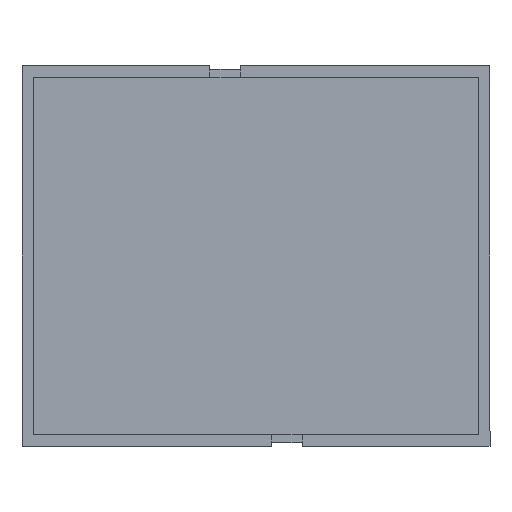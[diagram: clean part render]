
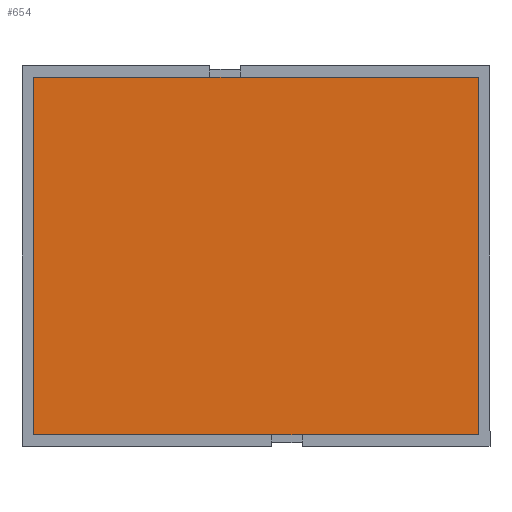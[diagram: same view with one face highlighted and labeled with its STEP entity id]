
A CAD part, top view. The second image highlights one B-rep face of the part: STEP entity #654.
In plain terms, the highlighted planar face has unit normal (0, 0, 1).
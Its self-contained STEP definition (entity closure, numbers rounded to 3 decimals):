
#8 = EDGE_CURVE ( 'NONE', #1753, #842, #400, .T. ) ;
#23 = VECTOR ( 'NONE', #220, 1000. ) ;
#35 = CARTESIAN_POINT ( 'NONE',  ( 0., 0., -0.1 ) ) ;
#37 = DIRECTION ( 'NONE',  ( -1., 0., 0. ) ) ;
#61 = VECTOR ( 'NONE', #2016, 1000. ) ;
#78 = VERTEX_POINT ( 'NONE', #1616 ) ;
#125 = VERTEX_POINT ( 'NONE', #2122 ) ;
#129 = CARTESIAN_POINT ( 'NONE',  ( -19.8, 15.9, -0.1 ) ) ;
#210 = VECTOR ( 'NONE', #1163, 1000. ) ;
#220 = DIRECTION ( 'NONE',  ( 1., 0., 0. ) ) ;
#251 = EDGE_LOOP ( 'NONE', ( #746, #870, #427, #1586, #1811, #1691, #1860, #358 ) ) ;
#262 = LINE ( 'NONE', #685, #61 ) ;
#269 = EDGE_CURVE ( 'NONE', #388, #1753, #351, .T. ) ;
#283 = CARTESIAN_POINT ( 'NONE',  ( 19.8, 15.9, -0.1 ) ) ;
#288 = VERTEX_POINT ( 'NONE', #353 ) ;
#321 = DIRECTION ( 'NONE',  ( 1., 0., 0. ) ) ;
#323 = CARTESIAN_POINT ( 'NONE',  ( -1.4, 15.9, -0.1 ) ) ;
#326 = AXIS2_PLACEMENT_3D ( 'NONE', #35, #368, #1166 ) ;
#351 = LINE ( 'NONE', #1013, #580 ) ;
#353 = CARTESIAN_POINT ( 'NONE',  ( -19.8, -15.9, -0.1 ) ) ;
#358 = ORIENTED_EDGE ( 'NONE', *, *, #1246, .T. ) ;
#361 = CARTESIAN_POINT ( 'NONE',  ( -19.8, -15.9, -0.1 ) ) ;
#368 = DIRECTION ( 'NONE',  ( 0., 0., 1. ) ) ;
#388 = VERTEX_POINT ( 'NONE', #283 ) ;
#393 = VECTOR ( 'NONE', #1549, 1000. ) ;
#400 = LINE ( 'NONE', #601, #425 ) ;
#425 = VECTOR ( 'NONE', #613, 1000. ) ;
#427 = ORIENTED_EDGE ( 'NONE', *, *, #1393, .T. ) ;
#580 = VECTOR ( 'NONE', #37, 1000. ) ;
#601 = CARTESIAN_POINT ( 'NONE',  ( -19.8, 15.9, -0.1 ) ) ;
#613 = DIRECTION ( 'NONE',  ( -1., 0., 0. ) ) ;
#654 = ADVANCED_FACE ( 'NONE', ( #1426 ), #1668, .T. ) ;
#685 = CARTESIAN_POINT ( 'NONE',  ( -19.8, 15.9, -0.1 ) ) ;
#725 = CARTESIAN_POINT ( 'NONE',  ( -4.1, 15.9, -0.1 ) ) ;
#746 = ORIENTED_EDGE ( 'NONE', *, *, #1070, .T. ) ;
#813 = LINE ( 'NONE', #361, #23 ) ;
#842 = VERTEX_POINT ( 'NONE', #725 ) ;
#870 = ORIENTED_EDGE ( 'NONE', *, *, #1884, .T. ) ;
#1013 = CARTESIAN_POINT ( 'NONE',  ( -19.8, 15.9, -0.1 ) ) ;
#1070 = EDGE_CURVE ( 'NONE', #125, #288, #1185, .T. ) ;
#1084 = CARTESIAN_POINT ( 'NONE',  ( 19.8, -15.9, -0.1 ) ) ;
#1102 = EDGE_CURVE ( 'NONE', #1103, #1988, #1367, .T. ) ;
#1103 = VERTEX_POINT ( 'NONE', #2129 ) ;
#1156 = CARTESIAN_POINT ( 'NONE',  ( 19.8, 15.9, -0.1 ) ) ;
#1163 = DIRECTION ( 'NONE',  ( 0., 1., 0. ) ) ;
#1166 = DIRECTION ( 'NONE',  ( 1., 0., 0. ) ) ;
#1185 = LINE ( 'NONE', #129, #1996 ) ;
#1246 = EDGE_CURVE ( 'NONE', #842, #125, #262, .T. ) ;
#1250 = LINE ( 'NONE', #1156, #210 ) ;
#1367 = LINE ( 'NONE', #1626, #1625 ) ;
#1393 = EDGE_CURVE ( 'NONE', #78, #1103, #1840, .T. ) ;
#1426 = FACE_OUTER_BOUND ( 'NONE', #251, .T. ) ;
#1432 = DIRECTION ( 'NONE',  ( 0., -1., 0. ) ) ;
#1549 = DIRECTION ( 'NONE',  ( 1., 0., 0. ) ) ;
#1586 = ORIENTED_EDGE ( 'NONE', *, *, #1102, .T. ) ;
#1616 = CARTESIAN_POINT ( 'NONE',  ( 1.4, -15.9, -0.1 ) ) ;
#1625 = VECTOR ( 'NONE', #321, 1000. ) ;
#1626 = CARTESIAN_POINT ( 'NONE',  ( -19.8, -15.9, -0.1 ) ) ;
#1668 = PLANE ( 'NONE',  #326 ) ;
#1691 = ORIENTED_EDGE ( 'NONE', *, *, #269, .T. ) ;
#1744 = EDGE_CURVE ( 'NONE', #1988, #388, #1250, .T. ) ;
#1753 = VERTEX_POINT ( 'NONE', #323 ) ;
#1811 = ORIENTED_EDGE ( 'NONE', *, *, #1744, .T. ) ;
#1840 = LINE ( 'NONE', #2061, #393 ) ;
#1860 = ORIENTED_EDGE ( 'NONE', *, *, #8, .T. ) ;
#1884 = EDGE_CURVE ( 'NONE', #288, #78, #813, .T. ) ;
#1988 = VERTEX_POINT ( 'NONE', #1084 ) ;
#1996 = VECTOR ( 'NONE', #1432, 1000. ) ;
#2016 = DIRECTION ( 'NONE',  ( -1., 0., 0. ) ) ;
#2061 = CARTESIAN_POINT ( 'NONE',  ( 4.1, -15.9, -0.1 ) ) ;
#2122 = CARTESIAN_POINT ( 'NONE',  ( -19.8, 15.9, -0.1 ) ) ;
#2129 = CARTESIAN_POINT ( 'NONE',  ( 4.1, -15.9, -0.1 ) ) ;
